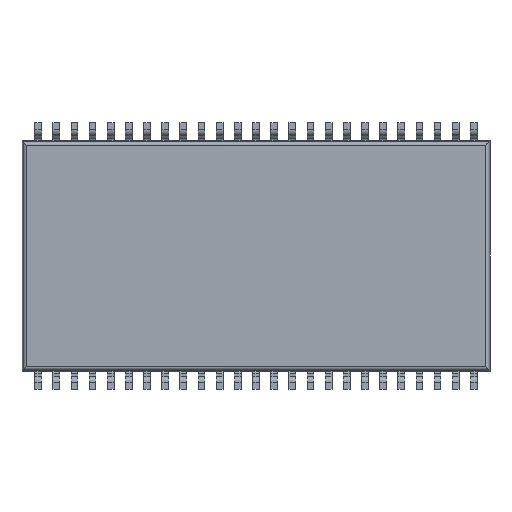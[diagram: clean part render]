
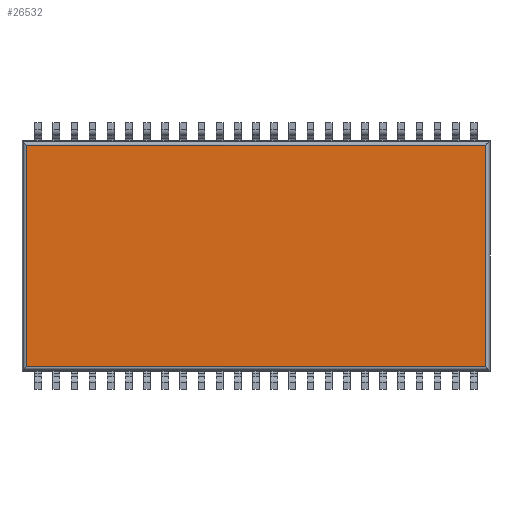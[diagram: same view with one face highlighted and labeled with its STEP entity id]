
A CAD part, front view. The second image highlights one B-rep face of the part: STEP entity #26532.
In plain terms, the highlighted planar face has unit normal (0, -1, 0).
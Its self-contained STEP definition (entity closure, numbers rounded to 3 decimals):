
#18 = LINE ( 'NONE', #2315, #25657 ) ;
#109 = VECTOR ( 'NONE', #7268, 1000. ) ;
#953 = CARTESIAN_POINT ( 'NONE',  ( -10.114, 0.05, -4.884 ) ) ;
#1844 = PLANE ( 'NONE',  #4738 ) ;
#1870 = LINE ( 'NONE', #12712, #27341 ) ;
#2315 = CARTESIAN_POINT ( 'NONE',  ( 0., 0.05, 4.884 ) ) ;
#2460 = DIRECTION ( 'NONE',  ( 0., -1., 0. ) ) ;
#2613 = DIRECTION ( 'NONE',  ( 0., 0., -1. ) ) ;
#3320 = DIRECTION ( 'NONE',  ( 0., 0., 1. ) ) ;
#3837 = ORIENTED_EDGE ( 'NONE', *, *, #30011, .T. ) ;
#4738 = AXIS2_PLACEMENT_3D ( 'NONE', #29916, #2460, #2613 ) ;
#6276 = CARTESIAN_POINT ( 'NONE',  ( 0., 0.05, -4.884 ) ) ;
#6426 = DIRECTION ( 'NONE',  ( 1., 0., 0. ) ) ;
#7110 = CARTESIAN_POINT ( 'NONE',  ( -10.114, 0.05, 0. ) ) ;
#7268 = DIRECTION ( 'NONE',  ( 0., 0., -1. ) ) ;
#8881 = VERTEX_POINT ( 'NONE', #29581 ) ;
#9401 = ORIENTED_EDGE ( 'NONE', *, *, #20104, .T. ) ;
#9523 = EDGE_LOOP ( 'NONE', ( #9401, #3837, #21920, #19840 ) ) ;
#12070 = EDGE_CURVE ( 'NONE', #8881, #23613, #1870, .T. ) ;
#12712 = CARTESIAN_POINT ( 'NONE',  ( 10.114, 0.05, 0. ) ) ;
#13547 = LINE ( 'NONE', #6276, #16193 ) ;
#13567 = VERTEX_POINT ( 'NONE', #953 ) ;
#13816 = VERTEX_POINT ( 'NONE', #26716 ) ;
#16193 = VECTOR ( 'NONE', #6426, 1000. ) ;
#19840 = ORIENTED_EDGE ( 'NONE', *, *, #28176, .T. ) ;
#20104 = EDGE_CURVE ( 'NONE', #13816, #13567, #23681, .T. ) ;
#21920 = ORIENTED_EDGE ( 'NONE', *, *, #12070, .T. ) ;
#22680 = FACE_OUTER_BOUND ( 'NONE', #9523, .T. ) ;
#23613 = VERTEX_POINT ( 'NONE', #25224 ) ;
#23681 = LINE ( 'NONE', #7110, #109 ) ;
#25224 = CARTESIAN_POINT ( 'NONE',  ( 10.114, 0.05, 4.884 ) ) ;
#25552 = DIRECTION ( 'NONE',  ( -1., 0., 0. ) ) ;
#25657 = VECTOR ( 'NONE', #25552, 1000. ) ;
#26532 = ADVANCED_FACE ( 'NONE', ( #22680 ), #1844, .T. ) ;
#26716 = CARTESIAN_POINT ( 'NONE',  ( -10.114, 0.05, 4.884 ) ) ;
#27341 = VECTOR ( 'NONE', #3320, 1000. ) ;
#28176 = EDGE_CURVE ( 'NONE', #23613, #13816, #18, .T. ) ;
#29581 = CARTESIAN_POINT ( 'NONE',  ( 10.114, 0.05, -4.884 ) ) ;
#29916 = CARTESIAN_POINT ( 'NONE',  ( 0., 0.05, 0. ) ) ;
#30011 = EDGE_CURVE ( 'NONE', #13567, #8881, #13547, .T. ) ;
